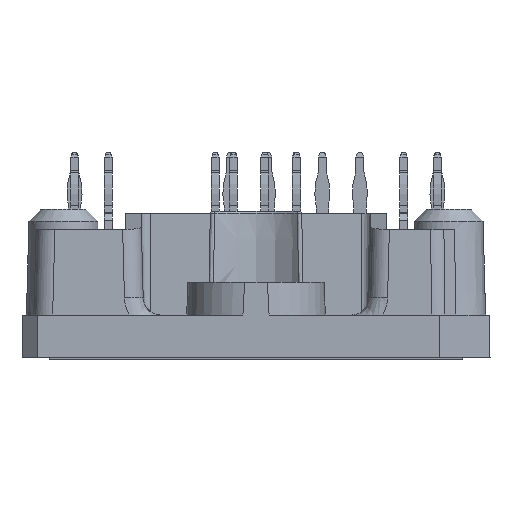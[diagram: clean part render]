
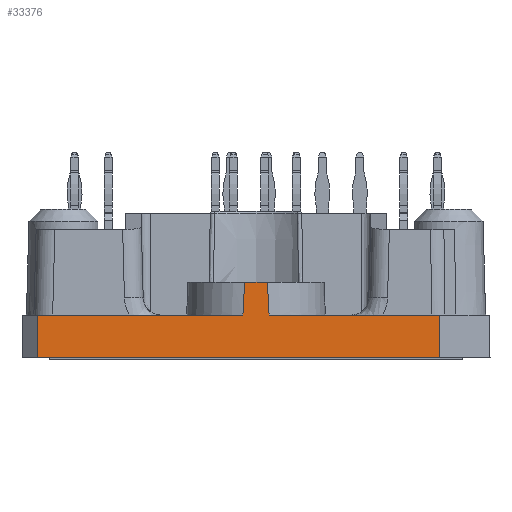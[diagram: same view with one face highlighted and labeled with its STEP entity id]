
A CAD part, left-side view. The second image highlights one B-rep face of the part: STEP entity #33376.
In plain terms, the highlighted planar face has unit normal (-1, 0, 0.018).
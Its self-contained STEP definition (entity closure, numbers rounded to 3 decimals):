
#1695=B_SPLINE_CURVE_WITH_KNOTS('',3,(#45033,#45034,#45035,#45036),
 .UNSPECIFIED.,.F.,.F.,(4,4),(0.,0.003),.UNSPECIFIED.);
#1700=B_SPLINE_CURVE_WITH_KNOTS('',3,(#45132,#45133,#45134,#45135),
 .UNSPECIFIED.,.F.,.F.,(4,4),(0.,0.003),.UNSPECIFIED.);
#2966=ORIENTED_EDGE('',*,*,#9935,.F.);
#2967=ORIENTED_EDGE('',*,*,#9936,.T.);
#2968=ORIENTED_EDGE('',*,*,#9824,.T.);
#2969=ORIENTED_EDGE('',*,*,#9892,.T.);
#2970=ORIENTED_EDGE('',*,*,#9937,.F.);
#2971=ORIENTED_EDGE('',*,*,#9893,.T.);
#2972=ORIENTED_EDGE('',*,*,#9808,.T.);
#2973=ORIENTED_EDGE('',*,*,#9934,.F.);
#9808=EDGE_CURVE('',#13380,#13381,#15762,.F.);
#9824=EDGE_CURVE('',#13395,#13394,#15770,.F.);
#9892=EDGE_CURVE('',#13394,#13424,#15816,.F.);
#9893=EDGE_CURVE('',#13425,#13380,#1695,.T.);
#9934=EDGE_CURVE('',#13451,#13381,#1700,.T.);
#9935=EDGE_CURVE('',#13452,#13451,#15839,.F.);
#9936=EDGE_CURVE('',#13452,#13395,#15840,.F.);
#9937=EDGE_CURVE('',#13425,#13424,#15841,.F.);
#13380=VERTEX_POINT('',#44793);
#13381=VERTEX_POINT('',#44795);
#13394=VERTEX_POINT('',#44858);
#13395=VERTEX_POINT('',#44860);
#13424=VERTEX_POINT('',#45030);
#13425=VERTEX_POINT('',#45037);
#13451=VERTEX_POINT('',#45131);
#13452=VERTEX_POINT('',#45138);
#15762=LINE('',#44796,#18108);
#15770=LINE('',#44859,#18116);
#15816=LINE('',#45031,#18162);
#15839=LINE('',#45137,#18185);
#15840=LINE('',#45139,#18186);
#15841=LINE('',#45140,#18187);
#18108=VECTOR('',#37555,1000.);
#18116=VECTOR('',#37581,1000.);
#18162=VECTOR('',#37721,1000.);
#18185=VECTOR('',#37804,1000.);
#18186=VECTOR('',#37805,1000.);
#18187=VECTOR('',#37806,1000.);
#20449=EDGE_LOOP('',(#2966,#2967,#2968,#2969,#2970,#2971,#2972,#2973));
#21885=FACE_BOUND('',#20449,.T.);
#23186=PLANE('',#34896);
#33376=ADVANCED_FACE('',(#21885),#23186,.T.);
#34896=AXIS2_PLACEMENT_3D('',#45136,#37802,#37803);
#37555=DIRECTION('',(0.,-1.,0.));
#37581=DIRECTION('',(0.,1.,0.));
#37721=DIRECTION('',(-0.017,-0.007,-1.));
#37802=DIRECTION('',(-1.,0.,0.017));
#37803=DIRECTION('',(0.017,0.,1.));
#37804=DIRECTION('',(0.,1.,0.));
#37805=DIRECTION('',(0.017,-0.017,1.));
#37806=DIRECTION('',(0.,1.,0.));
#44793=CARTESIAN_POINT('',(-40.895,-0.913,6.));
#44795=CARTESIAN_POINT('',(-40.895,0.913,6.));
#44796=CARTESIAN_POINT('',(-40.895,0.,6.));
#44858=CARTESIAN_POINT('',(-41.,-14.7,0.));
#44859=CARTESIAN_POINT('',(-41.,0.,0.));
#44860=CARTESIAN_POINT('',(-41.,17.49,0.));
#45030=CARTESIAN_POINT('',(-40.941,-14.675,3.4));
#45031=CARTESIAN_POINT('',(-40.998,-14.699,0.134));
#45033=CARTESIAN_POINT('',(-40.941,-1.044,3.4));
#45034=CARTESIAN_POINT('',(-40.926,-1.003,4.267));
#45035=CARTESIAN_POINT('',(-40.91,-0.959,5.133));
#45036=CARTESIAN_POINT('',(-40.895,-0.913,6.));
#45037=CARTESIAN_POINT('',(-40.941,-1.044,3.4));
#45131=CARTESIAN_POINT('',(-40.941,1.044,3.4));
#45132=CARTESIAN_POINT('',(-40.941,1.044,3.4));
#45133=CARTESIAN_POINT('',(-40.926,1.003,4.267));
#45134=CARTESIAN_POINT('',(-40.91,0.959,5.133));
#45135=CARTESIAN_POINT('',(-40.895,0.913,6.));
#45136=CARTESIAN_POINT('',(-41.,0.,0.));
#45137=CARTESIAN_POINT('',(-40.941,0.,3.4));
#45138=CARTESIAN_POINT('',(-40.941,17.43,3.4));
#45139=CARTESIAN_POINT('',(-40.995,17.484,0.305));
#45140=CARTESIAN_POINT('',(-40.941,0.,3.4));
